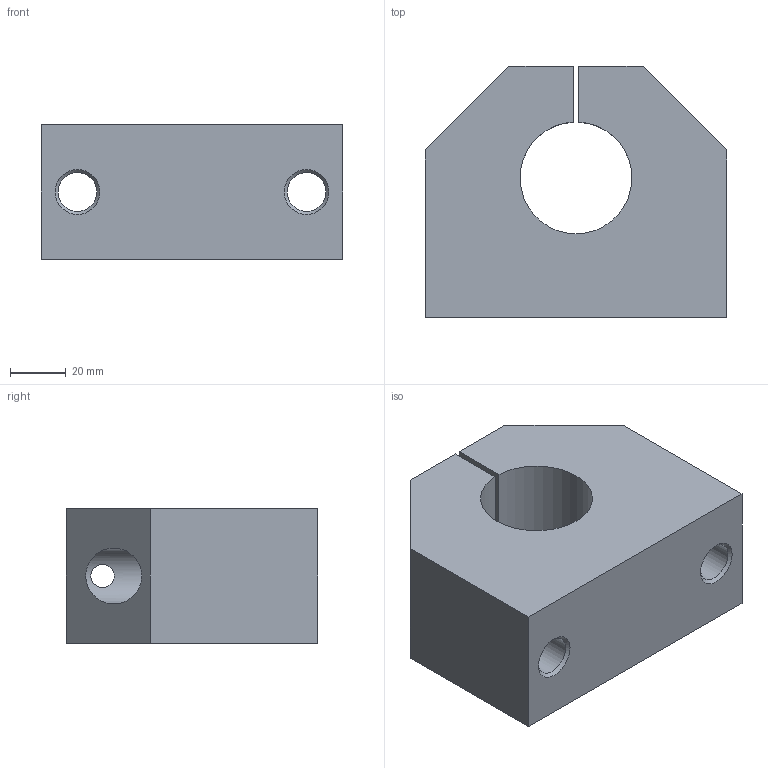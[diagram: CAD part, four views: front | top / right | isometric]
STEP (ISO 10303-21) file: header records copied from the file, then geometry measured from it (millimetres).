
FILE_DESCRIPTION( ( 'STEP AP214' ), '1' );
FILE_NAME( 'WBA-40_2_14a.stp', ' ', ( ' ' ), ( ' ' ), 'PSStep 15.0.47', 'PARTsolutions', ' ' );
FILE_SCHEMA( ( 'AUTOMOTIVE_DESIGN { 1 0 10303 214 1 1 1 1 }' ) );
Length unit declared in the file: millimetre
Products named in the file (1): HI_WBA-40
Bounding box: 108 x 90 x 48 mm (x, y, z)
Volume: 322639.7 mm3; surface area: 48557.4 mm2
Topology: 1 solids, 1 shells, 24 faces, 60 edges, 40 vertices
Faces by surface type: plane 14, cylinder 8, cone 2
Full cylindrical faces by diameter (mm): 8.376 x1, 11 x1, 13.835 x2, 18 x1, 20 x2
Entity records: 978 total; most frequent: CARTESIAN_POINT 226, DIRECTION 112, ORIENTED_EDGE 94, EDGE_CURVE 47, EDGE_LOOP 43, AXIS2_PLACEMENT_3D 42, VERTEX_POINT 36, FACE_OUTER_BOUND 31
